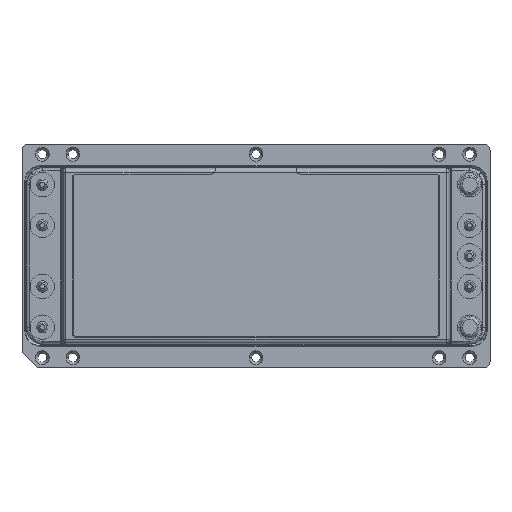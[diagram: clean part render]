
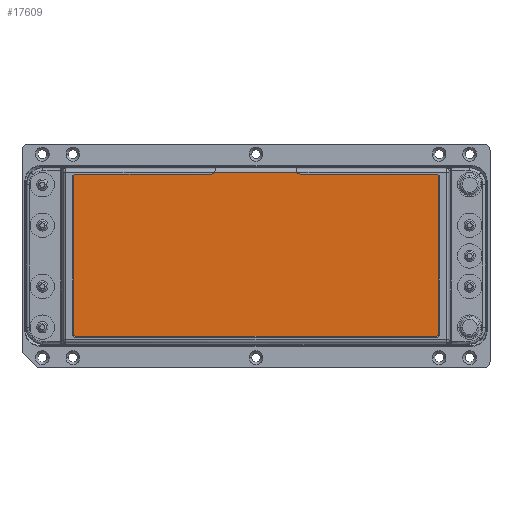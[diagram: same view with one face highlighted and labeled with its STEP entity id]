
A CAD part, top view. The second image highlights one B-rep face of the part: STEP entity #17609.
In plain terms, the highlighted planar face has unit normal (0, 0, 1).
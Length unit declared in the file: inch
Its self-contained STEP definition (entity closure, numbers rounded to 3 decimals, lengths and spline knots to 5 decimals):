
#19 = ORIENTED_EDGE ( 'NONE', *, *, #17743, .T. ) ;
#84 = ORIENTED_EDGE ( 'NONE', *, *, #17757, .T. ) ;
#111 = ORIENTED_EDGE ( 'NONE', *, *, #17668, .T. ) ;
#129 = ORIENTED_EDGE ( 'NONE', *, *, #17764, .T. ) ;
#147 = ORIENTED_EDGE ( 'NONE', *, *, #17655, .T. ) ;
#216 = ORIENTED_EDGE ( 'NONE', *, *, #17766, .T. ) ;
#322 = ORIENTED_EDGE ( 'NONE', *, *, #17754, .T. ) ;
#459 = ORIENTED_EDGE ( 'NONE', *, *, #17731, .T. ) ;
#460 = ORIENTED_EDGE ( 'NONE', *, *, #17661, .T. ) ;
#461 = ORIENTED_EDGE ( 'NONE', *, *, #17341, .T. ) ;
#462 = ORIENTED_EDGE ( 'NONE', *, *, #17665, .F. ) ;
#477 = ORIENTED_EDGE ( 'NONE', *, *, #17732, .T. ) ;
#485 = EDGE_LOOP ( 'NONE', ( #462, #459, #461, #129, #460, #84, #216, #147, #111, #322, #19, #477 ) ) ;
#1043 = VERTEX_POINT ( 'NONE', #9114 ) ;
#1044 = VERTEX_POINT ( 'NONE', #9113 ) ;
#1045 = VERTEX_POINT ( 'NONE', #9112 ) ;
#1046 = VERTEX_POINT ( 'NONE', #9111 ) ;
#1047 = VERTEX_POINT ( 'NONE', #9110 ) ;
#1057 = VERTEX_POINT ( 'NONE', #9100 ) ;
#1058 = VERTEX_POINT ( 'NONE', #9099 ) ;
#1059 = VERTEX_POINT ( 'NONE', #9098 ) ;
#1060 = VERTEX_POINT ( 'NONE', #9097 ) ;
#1061 = VERTEX_POINT ( 'NONE', #9096 ) ;
#1062 = VERTEX_POINT ( 'NONE', #9095 ) ;
#1063 = VERTEX_POINT ( 'NONE', #9094 ) ;
#2486 = DIRECTION ( 'NONE',  ( -1., 0., 0. ) ) ;
#2487 = CARTESIAN_POINT ( 'NONE',  ( 1.85251, 0.75987, 0.516 ) ) ;
#4100 = LINE ( 'NONE', #8468, #8708 ) ;
#4101 = LINE ( 'NONE', #8533, #8688 ) ;
#4298 = LINE ( 'NONE', #5313, #6178 ) ;
#4326 = LINE ( 'NONE', #5328, #5459 ) ;
#4364 = LINE ( 'NONE', #5295, #8618 ) ;
#4485 = LINE ( 'NONE', #2487, #4927 ) ;
#4927 = VECTOR ( 'NONE', #2486, 39.37008 ) ;
#5294 = DIRECTION ( 'NONE',  ( 0., 1., 0. ) ) ;
#5295 = CARTESIAN_POINT ( 'NONE',  ( 4.08751, 0.72487, 0.516 ) ) ;
#5311 = DIRECTION ( 'NONE',  ( 1., 0., 0. ) ) ;
#5313 = CARTESIAN_POINT ( 'NONE',  ( 0.52751, 0.77649, 0.516 ) ) ;
#5327 = DIRECTION ( 'NONE',  ( 0., -1., 0. ) ) ;
#5328 = CARTESIAN_POINT ( 'NONE',  ( 0.49251, 0.72487, 0.516 ) ) ;
#5365 = DIRECTION ( 'NONE',  ( 1., 0., 0. ) ) ;
#5367 = DIRECTION ( 'NONE',  ( 0., 0., 1. ) ) ;
#5368 = CARTESIAN_POINT ( 'NONE',  ( 4.05251, -0.80013, 0.516 ) ) ;
#5459 = VECTOR ( 'NONE', #5327, 39.37008 ) ;
#6178 = VECTOR ( 'NONE', #5311, 39.37008 ) ;
#8109 = DIRECTION ( 'NONE',  ( -1., 0., 0. ) ) ;
#8110 = DIRECTION ( 'NONE',  ( 0., 0., 1. ) ) ;
#8111 = CARTESIAN_POINT ( 'NONE',  ( 0.52751, 0.72487, 0.516 ) ) ;
#8112 = PLANE ( 'NONE',  #11504 ) ;
#8467 = DIRECTION ( 'NONE',  ( 1., 0., 0. ) ) ;
#8468 = CARTESIAN_POINT ( 'NONE',  ( 4.05251, -0.83513, 0.516 ) ) ;
#8473 = DIRECTION ( 'NONE',  ( -1., 0., 0. ) ) ;
#8474 = DIRECTION ( 'NONE',  ( 0., 0., 1. ) ) ;
#8475 = CARTESIAN_POINT ( 'NONE',  ( 0.52751, 0.72487, 0.516 ) ) ;
#8491 = DIRECTION ( 'NONE',  ( 1., 0., 0. ) ) ;
#8492 = DIRECTION ( 'NONE',  ( 0., 0., 1. ) ) ;
#8493 = CARTESIAN_POINT ( 'NONE',  ( 0.52751, -0.80013, 0.516 ) ) ;
#8502 = DIRECTION ( 'NONE',  ( 1., 0., 0. ) ) ;
#8503 = DIRECTION ( 'NONE',  ( 0., 0., 1. ) ) ;
#8504 = CARTESIAN_POINT ( 'NONE',  ( 4.05251, 0.72487, 0.516 ) ) ;
#8532 = DIRECTION ( 'NONE',  ( -1., 0., 0. ) ) ;
#8533 = CARTESIAN_POINT ( 'NONE',  ( 4.05251, 0.75987, 0.516 ) ) ;
#8558 = DIRECTION ( 'NONE',  ( -1., 0., 0. ) ) ;
#8559 = DIRECTION ( 'NONE',  ( 0., 0., -1. ) ) ;
#8560 = CARTESIAN_POINT ( 'NONE',  ( 2.72251, 0.79487, 0.516 ) ) ;
#8561 = DIRECTION ( 'NONE',  ( 1., 0., 0. ) ) ;
#8562 = DIRECTION ( 'NONE',  ( 0., 0., -1. ) ) ;
#8563 = CARTESIAN_POINT ( 'NONE',  ( 1.85251, 0.79487, 0.516 ) ) ;
#8618 = VECTOR ( 'NONE', #5294, 39.37008 ) ;
#8670 = CIRCLE ( 'NONE', #8679, 0.035 ) ;
#8677 = CIRCLE ( 'NONE', #8678, 0.035 ) ;
#8678 = AXIS2_PLACEMENT_3D ( 'NONE', #8563, #8562, #8561 ) ;
#8679 = AXIS2_PLACEMENT_3D ( 'NONE', #8560, #8559, #8558 ) ;
#8688 = VECTOR ( 'NONE', #8532, 39.37008 ) ;
#8694 = CIRCLE ( 'NONE', #8697, 0.035 ) ;
#8697 = AXIS2_PLACEMENT_3D ( 'NONE', #8504, #8503, #8502 ) ;
#8698 = CIRCLE ( 'NONE', #8699, 0.035 ) ;
#8699 = AXIS2_PLACEMENT_3D ( 'NONE', #8493, #8492, #8491 ) ;
#8701 = CIRCLE ( 'NONE', #8706, 0.035 ) ;
#8706 = AXIS2_PLACEMENT_3D ( 'NONE', #8475, #8474, #8473 ) ;
#8708 = VECTOR ( 'NONE', #8467, 39.37008 ) ;
#9094 = CARTESIAN_POINT ( 'NONE',  ( 0.49251, 0.72487, 0.516 ) ) ;
#9095 = CARTESIAN_POINT ( 'NONE',  ( 0.52751, 0.75987, 0.516 ) ) ;
#9096 = CARTESIAN_POINT ( 'NONE',  ( 1.88229, 0.77649, 0.516 ) ) ;
#9097 = CARTESIAN_POINT ( 'NONE',  ( 1.85251, 0.75987, 0.516 ) ) ;
#9098 = CARTESIAN_POINT ( 'NONE',  ( 2.69272, 0.77649, 0.516 ) ) ;
#9099 = CARTESIAN_POINT ( 'NONE',  ( 2.72251, 0.75987, 0.516 ) ) ;
#9100 = CARTESIAN_POINT ( 'NONE',  ( 4.05251, 0.75987, 0.516 ) ) ;
#9110 = CARTESIAN_POINT ( 'NONE',  ( 4.05251, -0.83513, 0.516 ) ) ;
#9111 = CARTESIAN_POINT ( 'NONE',  ( 4.08751, -0.80013, 0.516 ) ) ;
#9112 = CARTESIAN_POINT ( 'NONE',  ( 0.49251, -0.80013, 0.516 ) ) ;
#9113 = CARTESIAN_POINT ( 'NONE',  ( 0.52751, -0.83513, 0.516 ) ) ;
#9114 = CARTESIAN_POINT ( 'NONE',  ( 4.08751, 0.72487, 0.516 ) ) ;
#9896 = FACE_OUTER_BOUND ( 'NONE', #485, .T. ) ;
#11504 = AXIS2_PLACEMENT_3D ( 'NONE', #8111, #8110, #8109 ) ;
#15838 = CIRCLE ( 'NONE', #15880, 0.035 ) ;
#15880 = AXIS2_PLACEMENT_3D ( 'NONE', #5368, #5367, #5365 ) ;
#17341 = EDGE_CURVE ( 'NONE', #1060, #1062, #4485, .T. ) ;
#17609 = ADVANCED_FACE ( 'NONE', ( #9896 ), #8112, .T. ) ;
#17655 = EDGE_CURVE ( 'NONE', #1047, #1046, #15838, .T. ) ;
#17661 = EDGE_CURVE ( 'NONE', #1063, #1045, #4326, .T. ) ;
#17665 = EDGE_CURVE ( 'NONE', #1061, #1059, #4298, .T. ) ;
#17668 = EDGE_CURVE ( 'NONE', #1046, #1043, #4364, .T. ) ;
#17731 = EDGE_CURVE ( 'NONE', #1061, #1060, #8677, .T. ) ;
#17732 = EDGE_CURVE ( 'NONE', #1058, #1059, #8670, .T. ) ;
#17743 = EDGE_CURVE ( 'NONE', #1057, #1058, #4101, .T. ) ;
#17754 = EDGE_CURVE ( 'NONE', #1043, #1057, #8694, .T. ) ;
#17757 = EDGE_CURVE ( 'NONE', #1045, #1044, #8698, .T. ) ;
#17764 = EDGE_CURVE ( 'NONE', #1062, #1063, #8701, .T. ) ;
#17766 = EDGE_CURVE ( 'NONE', #1044, #1047, #4100, .T. ) ;
